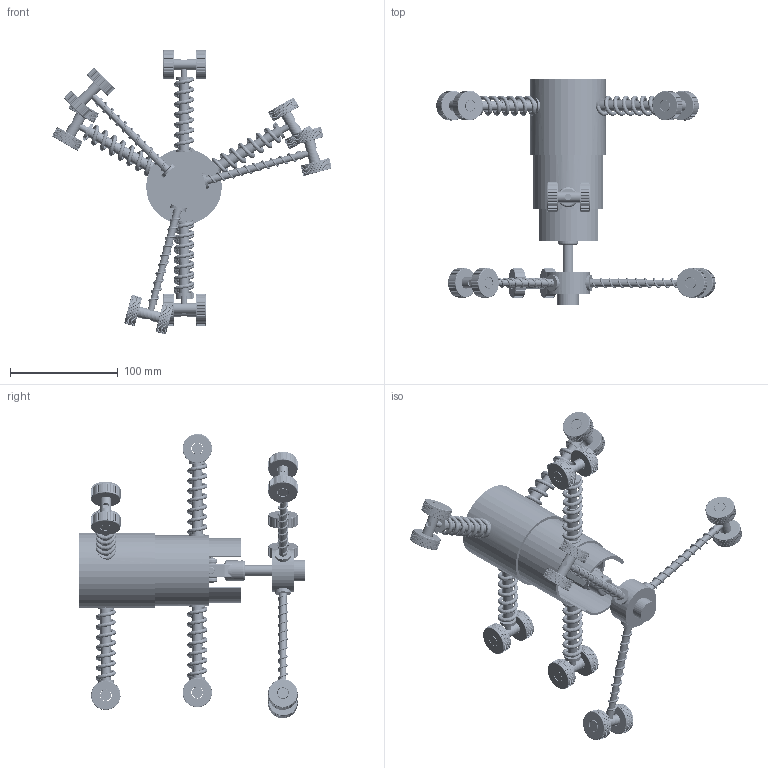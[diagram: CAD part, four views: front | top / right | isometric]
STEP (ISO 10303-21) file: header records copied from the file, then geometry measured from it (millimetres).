
FILE_DESCRIPTION(/* description */ (''),/* implementation_level */ '2;1');
FILE_NAME(/* name */ 'Pipe Traversing Robot.step',/* time_stamp */ '2022-10-13T11:40:03+05:30',/* author */ (''),/* organization */ (''),/* preprocessor_version */ 'ST-DEVELOPER v19',/* originating_system */ 'Autodesk Translation Framework v11.7.0.108',/* authorisation */ '');
FILE_SCHEMA (('AUTOMOTIVE_DESIGN { 1 0 10303 214 3 1 1 }'));
Length unit declared in the file: millimetre
Products named in the file (142): AVENGERS; Asemble v1; Component35; Component33; Component36; Component37; Component40; Component41; Component42; Universal_Joint_with_joint_motion v1; Joint 2; Pin 1; Pin 2; Center Cube; Washer; Joint 1; Component50; Component51; Lamba sexy pipe v2; Component22; Component23; Component2; Component3; Component4; Component5; Component6; Component7; Component8; Component9; Component10; Component11; Component12; Component13; Component14; Component15; Component16; Component17; Component18; Component19; Component20 ...
Assembly tree (235 placements, depth 4):
  AVENGERS
    Asemble v1
      Component35
      Component33
      Component36
      Component37
      Component40
      Component41
      Component42
      Universal_Joint_with_joint_motion v1
        Joint 2
        Pin 1
        Pin 2
        Center Cube
        Washer
        Joint 1
      Component50
      Component51
    Lamba sexy pipe v2
      Component22
      Component23
      Component2
      Component3
      Component4
      Component5
      Component6
      Component7
      Component8
      Component9
      Component10
      Component11
      Component12
      Component13
      Component14
      Component15
      Component16
      Component17
      Component18
      Component19
      Component20
      Component21
      Component24
      Component25
      Component26
      Component27
      Wheel+Axle v5
        Axle
        Wheel1  x2
    Lamba sexy pipe v2 (1)
      Component88
      Component89
      Component68
      Component69
      Component70
      Component71
      Component72
      Component73
      Component74
      Component75
      Component76
Bounding box: 258.69 x 208.7 x 263.52 mm (x, y, z)
Volume: 299149.7 mm3; surface area: 217889.6 mm2
Topology: 1172 solids, 1172 shells, 5710 faces, 8048 edges, 4686 vertices
Faces by surface type: plane 2390, torus 1980, cylinder 1175, bspline 154, sphere 8, cone 3
Full cylindrical faces by diameter (mm): 0.5 x960, 0.87 x1, 2.174 x8, 4.348 x7, 6 x22, 6.957 x4, 7 x3, 7.5 x6, 8.696 x1, 9 x10, 10 x21, 11 x16, 15 x21, 18.696 x2, 20 x1, 27 x16, 40 x1, 60 x1, 65 x2, 70 x2
Entity records: 48199 total; most frequent: CARTESIAN_POINT 17286, DIRECTION 6769, ORIENTED_EDGE 4346, AXIS2_PLACEMENT_3D 3179, EDGE_CURVE 2173, EDGE_LOOP 1537, FACE_OUTER_BOUND 1476, ADVANCED_FACE 1476
